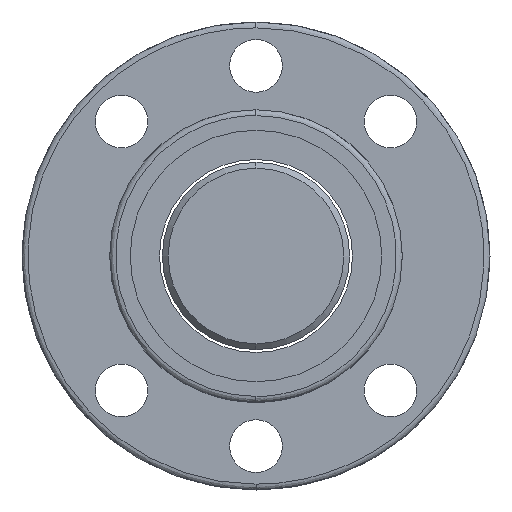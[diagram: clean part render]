
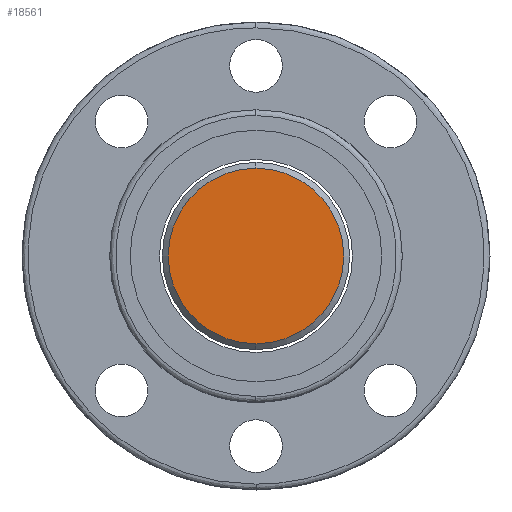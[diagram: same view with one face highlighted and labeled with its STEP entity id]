
A CAD part, left-side view. The second image highlights one B-rep face of the part: STEP entity #18561.
In plain terms, the highlighted planar face has unit normal (-1, 0, 0).
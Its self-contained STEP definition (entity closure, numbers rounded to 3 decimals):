
#780 = CARTESIAN_POINT ( 'NONE',  ( -192., 8., 0. ) ) ;
#1682 = DIRECTION ( 'NONE',  ( 1., 0., 0. ) ) ;
#1915 = VERTEX_POINT ( 'NONE', #13782 ) ;
#2019 = CARTESIAN_POINT ( 'NONE',  ( -192., 0., -15. ) ) ;
#3058 = AXIS2_PLACEMENT_3D ( 'NONE', #24291, #8463, #24034 ) ;
#3318 = VERTEX_POINT ( 'NONE', #2019 ) ;
#4119 = EDGE_CURVE ( 'NONE', #1915, #3318, #24728, .T. ) ;
#4586 = DIRECTION ( 'NONE',  ( 1., 0., 0. ) ) ;
#5842 = CARTESIAN_POINT ( 'NONE',  ( -192., 0., 0. ) ) ;
#8182 = EDGE_CURVE ( 'NONE', #3318, #1915, #16357, .T. ) ;
#8463 = DIRECTION ( 'NONE',  ( 1., 0., 0. ) ) ;
#13085 = AXIS2_PLACEMENT_3D ( 'NONE', #780, #4586, #24779 ) ;
#13782 = CARTESIAN_POINT ( 'NONE',  ( -192., 0., 15. ) ) ;
#16357 = CIRCLE ( 'NONE', #3058, 15. ) ;
#16746 = ORIENTED_EDGE ( 'NONE', *, *, #8182, .F. ) ;
#17902 = AXIS2_PLACEMENT_3D ( 'NONE', #5842, #1682, #19399 ) ;
#18561 = ADVANCED_FACE ( 'NONE', ( #20108 ), #22718, .F. ) ;
#19348 = ORIENTED_EDGE ( 'NONE', *, *, #4119, .F. ) ;
#19399 = DIRECTION ( 'NONE',  ( 0., 0., -1. ) ) ;
#20108 = FACE_OUTER_BOUND ( 'NONE', #21989, .T. ) ;
#21989 = EDGE_LOOP ( 'NONE', ( #16746, #19348 ) ) ;
#22718 = PLANE ( 'NONE',  #13085 ) ;
#24034 = DIRECTION ( 'NONE',  ( 0., 0., -1. ) ) ;
#24291 = CARTESIAN_POINT ( 'NONE',  ( -192., 0., 0. ) ) ;
#24728 = CIRCLE ( 'NONE', #17902, 15. ) ;
#24779 = DIRECTION ( 'NONE',  ( 0., 0., -1. ) ) ;
